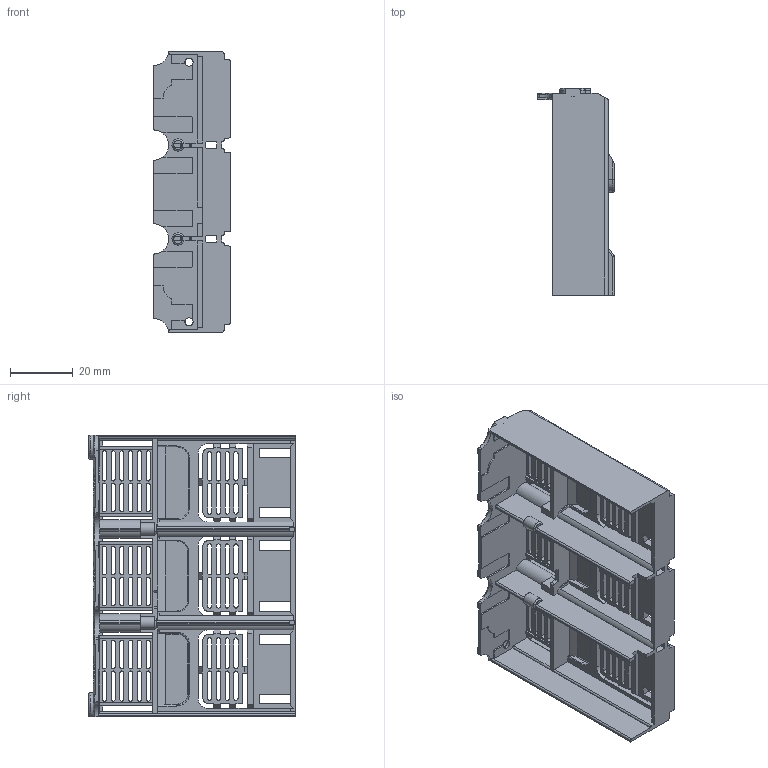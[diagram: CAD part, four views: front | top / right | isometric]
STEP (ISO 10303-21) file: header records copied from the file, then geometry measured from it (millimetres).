
FILE_DESCRIPTION((''),'2;1');
FILE_NAME('8304064B-178523_1','2021-09-08T08:31:28',('zhxmin'),(''),'CREO PARAMETRIC BY PTC INC, 2018020','CREO PARAMETRIC BY PTC INC, 2018020','');
FILE_SCHEMA(('CONFIG_CONTROL_DESIGN','SHAPE_APPEARANCE_LAYERS_GROUPS'));
Length unit declared in the file: metre
Products named in the file (1): 8304064B-178523_1
Bounding box: 24.5 x 66 x 90 mm (x, y, z)
Volume: 17940.9 mm3; surface area: 29279.7 mm2
Topology: 1 solids, 1 shells, 855 faces, 2856 edges, 1947 vertices
Faces by surface type: plane 521, cylinder 287, torus 28, sphere 15, bspline 4
Entity records: 38401 total; most frequent: CARTESIAN_POINT 6216, ORIENTED_EDGE 5686, DIRECTION 5334, EDGE_CURVE 2843, VERTEX_POINT 1947, VECTOR 1866, LINE 1866, AXIS2_PLACEMENT_3D 1734
